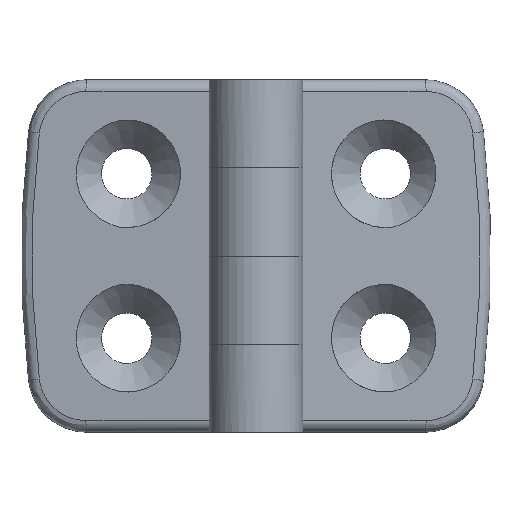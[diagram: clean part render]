
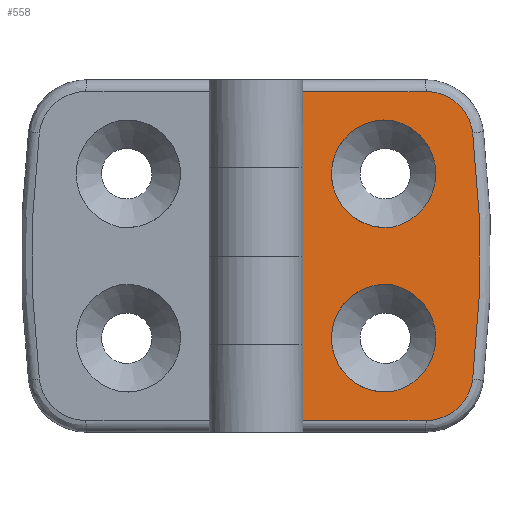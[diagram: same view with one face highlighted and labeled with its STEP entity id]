
A CAD part, front view. The second image highlights one B-rep face of the part: STEP entity #558.
In plain terms, the highlighted planar face has unit normal (0.075, -0.997, 0).
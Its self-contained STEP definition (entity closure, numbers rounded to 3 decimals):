
#31=FACE_BOUND('',#181,.T.);
#32=FACE_BOUND('',#182,.T.);
#41=PLANE('',#673);
#59=LINE('',#983,#96);
#62=LINE('',#1045,#99);
#68=LINE('',#1060,#105);
#71=LINE('',#1066,#108);
#72=LINE('',#1068,#109);
#73=LINE('',#1069,#110);
#96=VECTOR('',#768,10.);
#99=VECTOR('',#787,10.);
#105=VECTOR('',#801,10.);
#108=VECTOR('',#806,10.);
#109=VECTOR('',#807,10.);
#110=VECTOR('',#808,10.);
#147=FACE_OUTER_BOUND('',#180,.T.);
#180=EDGE_LOOP('',(#436,#437,#438,#439,#440,#441,#442,#443,#444));
#181=EDGE_LOOP('',(#445,#446,#447));
#182=EDGE_LOOP('',(#448,#449,#450));
#235=ELLIPSE('',#637,4.593,4.58);
#236=ELLIPSE('',#640,4.663,4.637);
#237=ELLIPSE('',#641,4.663,4.637);
#238=ELLIPSE('',#645,4.593,4.58);
#239=ELLIPSE('',#648,4.663,4.637);
#240=ELLIPSE('',#649,4.663,4.637);
#241=ELLIPSE('',#657,4.011,4.);
#244=ELLIPSE('',#663,89.25,89.);
#246=ELLIPSE('',#666,4.011,4.);
#247=VERTEX_POINT('',#902);
#248=VERTEX_POINT('',#903);
#249=VERTEX_POINT('',#907);
#252=VERTEX_POINT('',#916);
#253=VERTEX_POINT('',#917);
#254=VERTEX_POINT('',#921);
#260=VERTEX_POINT('',#963);
#261=VERTEX_POINT('',#965);
#264=VERTEX_POINT('',#972);
#265=VERTEX_POINT('',#1005);
#267=VERTEX_POINT('',#1035);
#269=VERTEX_POINT('',#1041);
#275=VERTEX_POINT('',#1059);
#277=VERTEX_POINT('',#1065);
#278=VERTEX_POINT('',#1067);
#296=EDGE_CURVE('',#247,#248,#235,.T.);
#298=EDGE_CURVE('',#248,#249,#236,.T.);
#299=EDGE_CURVE('',#249,#247,#237,.T.);
#303=EDGE_CURVE('',#252,#253,#238,.T.);
#305=EDGE_CURVE('',#253,#254,#239,.T.);
#306=EDGE_CURVE('',#254,#252,#240,.T.);
#315=EDGE_CURVE('',#260,#261,#241,.T.);
#319=EDGE_CURVE('',#264,#260,#59,.T.);
#323=EDGE_CURVE('',#261,#265,#244,.T.);
#326=EDGE_CURVE('',#265,#267,#246,.T.);
#329=EDGE_CURVE('',#267,#269,#62,.T.);
#336=EDGE_CURVE('',#269,#275,#68,.T.);
#339=EDGE_CURVE('',#277,#264,#71,.T.);
#340=EDGE_CURVE('',#278,#277,#72,.T.);
#341=EDGE_CURVE('',#275,#278,#73,.T.);
#436=ORIENTED_EDGE('',*,*,#329,.F.);
#437=ORIENTED_EDGE('',*,*,#326,.F.);
#438=ORIENTED_EDGE('',*,*,#323,.F.);
#439=ORIENTED_EDGE('',*,*,#315,.F.);
#440=ORIENTED_EDGE('',*,*,#319,.F.);
#441=ORIENTED_EDGE('',*,*,#339,.F.);
#442=ORIENTED_EDGE('',*,*,#340,.F.);
#443=ORIENTED_EDGE('',*,*,#341,.F.);
#444=ORIENTED_EDGE('',*,*,#336,.F.);
#445=ORIENTED_EDGE('',*,*,#298,.T.);
#446=ORIENTED_EDGE('',*,*,#299,.T.);
#447=ORIENTED_EDGE('',*,*,#296,.T.);
#448=ORIENTED_EDGE('',*,*,#305,.T.);
#449=ORIENTED_EDGE('',*,*,#306,.T.);
#450=ORIENTED_EDGE('',*,*,#303,.T.);
#558=ADVANCED_FACE('',(#147,#31,#32),#41,.T.);
#637=AXIS2_PLACEMENT_3D('',#904,#716,#717);
#640=AXIS2_PLACEMENT_3D('',#908,#722,#723);
#641=AXIS2_PLACEMENT_3D('',#909,#724,#725);
#645=AXIS2_PLACEMENT_3D('',#918,#733,#734);
#648=AXIS2_PLACEMENT_3D('',#922,#739,#740);
#649=AXIS2_PLACEMENT_3D('',#923,#741,#742);
#657=AXIS2_PLACEMENT_3D('',#966,#760,#761);
#663=AXIS2_PLACEMENT_3D('',#1009,#774,#775);
#666=AXIS2_PLACEMENT_3D('',#1039,#780,#781);
#673=AXIS2_PLACEMENT_3D('',#1064,#804,#805);
#716=DIRECTION('center_axis',(-0.075,0.997,0.));
#717=DIRECTION('ref_axis',(-0.997,-0.075,0.));
#722=DIRECTION('center_axis',(-0.075,0.997,0.));
#723=DIRECTION('ref_axis',(0.997,0.075,0.));
#724=DIRECTION('center_axis',(-0.075,0.997,0.));
#725=DIRECTION('ref_axis',(0.997,0.075,0.));
#733=DIRECTION('center_axis',(-0.075,0.997,0.));
#734=DIRECTION('ref_axis',(-0.997,-0.075,0.));
#739=DIRECTION('center_axis',(-0.075,0.997,0.));
#740=DIRECTION('ref_axis',(0.997,0.075,0.));
#741=DIRECTION('center_axis',(-0.075,0.997,0.));
#742=DIRECTION('ref_axis',(0.997,0.075,0.));
#760=DIRECTION('center_axis',(-0.075,0.997,0.));
#761=DIRECTION('ref_axis',(0.997,0.075,0.));
#768=DIRECTION('',(0.997,0.075,0.));
#774=DIRECTION('center_axis',(-0.075,0.997,0.));
#775=DIRECTION('ref_axis',(0.997,0.075,0.));
#780=DIRECTION('center_axis',(-0.075,0.997,0.));
#781=DIRECTION('ref_axis',(0.997,0.075,0.));
#787=DIRECTION('',(-0.997,-0.075,0.));
#801=DIRECTION('',(0.,0.,1.));
#804=DIRECTION('center_axis',(0.075,-0.997,0.));
#805=DIRECTION('ref_axis',(0.,0.,-1.));
#806=DIRECTION('',(0.,0.,1.));
#807=DIRECTION('',(0.,0.,1.));
#808=DIRECTION('',(0.,0.,1.));
#902=CARTESIAN_POINT('',(27.32,-13.296,17.458));
#903=CARTESIAN_POINT('',(27.32,-13.296,26.542));
#904=CARTESIAN_POINT('Origin',(26.731,-13.34,22.));
#907=CARTESIAN_POINT('',(31.033,-13.017,22.));
#908=CARTESIAN_POINT('Origin',(26.382,-13.366,22.));
#909=CARTESIAN_POINT('Origin',(26.382,-13.366,22.));
#916=CARTESIAN_POINT('',(27.32,-13.296,3.458));
#917=CARTESIAN_POINT('',(27.32,-13.296,12.542));
#918=CARTESIAN_POINT('Origin',(26.731,-13.34,8.));
#921=CARTESIAN_POINT('',(31.033,-13.017,8.));
#922=CARTESIAN_POINT('Origin',(26.382,-13.366,8.));
#923=CARTESIAN_POINT('Origin',(26.382,-13.366,8.));
#963=CARTESIAN_POINT('',(30.205,-13.08,29.));
#965=CARTESIAN_POINT('',(34.177,-12.782,25.471));
#966=CARTESIAN_POINT('Origin',(30.205,-13.08,25.));
#972=CARTESIAN_POINT('',(19.72,-13.866,29.));
#983=CARTESIAN_POINT('',(29.636,-13.122,29.));
#1005=CARTESIAN_POINT('',(34.177,-12.782,4.529));
#1009=CARTESIAN_POINT('Origin',(-54.205,-19.41,15.));
#1035=CARTESIAN_POINT('',(30.205,-13.08,1.));
#1039=CARTESIAN_POINT('Origin',(30.205,-13.08,5.));
#1041=CARTESIAN_POINT('',(19.72,-13.866,1.));
#1045=CARTESIAN_POINT('',(29.636,-13.122,1.));
#1059=CARTESIAN_POINT('',(19.72,-13.866,7.5));
#1060=CARTESIAN_POINT('',(19.72,-13.866,0.));
#1064=CARTESIAN_POINT('Origin',(35.72,-12.666,0.));
#1065=CARTESIAN_POINT('',(19.72,-13.866,22.5));
#1066=CARTESIAN_POINT('',(19.72,-13.866,0.));
#1067=CARTESIAN_POINT('',(19.72,-13.866,15.));
#1068=CARTESIAN_POINT('',(19.72,-13.866,0.));
#1069=CARTESIAN_POINT('',(19.72,-13.866,0.));
